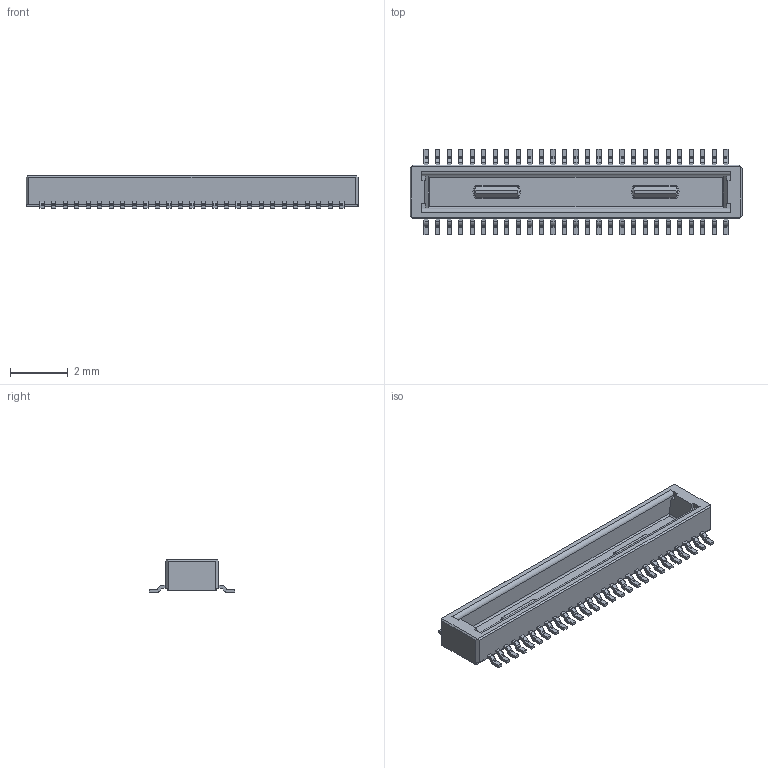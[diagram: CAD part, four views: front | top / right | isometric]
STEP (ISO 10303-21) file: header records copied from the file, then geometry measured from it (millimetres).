
FILE_DESCRIPTION(('Creo Elements/Direct Modeling STEP Export'),'2;1');
FILE_NAME('DF40TC-50DP-0.4V.stp','2021-03-25T 9:00:58',(''),(''),'Creo Elements/Direct Modeling STEP processor for AP214 (Solid Model)','Creo Elements/Direct Modeling 19.0F 14-Feb-2017 (C) Parametric Technology GmbH','');
FILE_SCHEMA(('AUTOMOTIVE_DESIGN { 1 0 10303 214 1 1 1 1 }'));
Length unit declared in the file: millimetre
Products named in the file (2): DF40TC-50DP-0.4V
Assembly tree (1 placements, depth 2):
  DF40TC-50DP-0.4V
    DF40TC-50DP-0.4V
Bounding box: 11.52 x 2.97 x 1.14 mm (x, y, z)
Volume: 13.5 mm3; surface area: 106.5 mm2
Topology: 1 solids, 1 shells, 731 faces, 2158 edges, 1432 vertices
Faces by surface type: plane 477, cylinder 238, torus 12, cone 4
Entity records: 24425 total; most frequent: CARTESIAN_POINT 4391, ORIENTED_EDGE 4316, DIRECTION 4116, EDGE_CURVE 2158, VECTOR 1642, LINE 1642, VERTEX_POINT 1432, AXIS2_PLACEMENT_3D 1237
